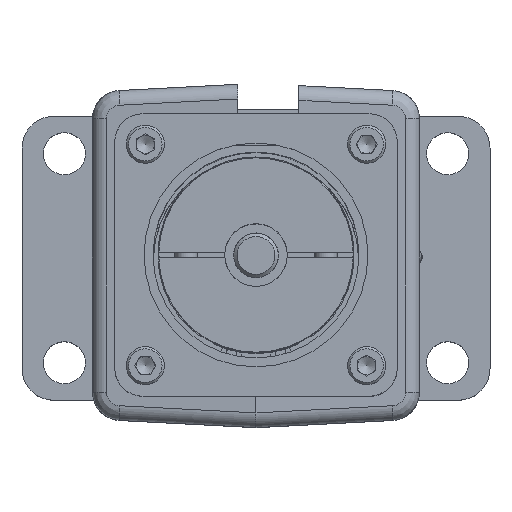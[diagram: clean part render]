
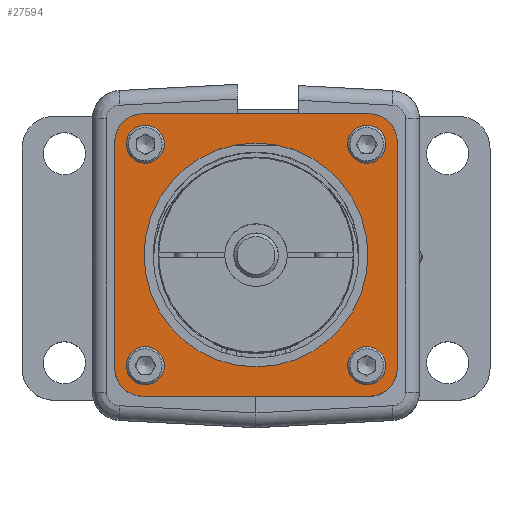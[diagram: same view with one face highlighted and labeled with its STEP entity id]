
A CAD part, top view. The second image highlights one B-rep face of the part: STEP entity #27594.
In plain terms, the highlighted planar face has unit normal (0, 0, 1).
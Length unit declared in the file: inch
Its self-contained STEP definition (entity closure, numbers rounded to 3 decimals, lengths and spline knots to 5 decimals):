
#111 = AXIS2_PLACEMENT_3D ( 'NONE', #33668, #571, #9231 ) ;
#133 = DIRECTION ( 'NONE',  ( 0., 0., 1. ) ) ;
#415 = CARTESIAN_POINT ( 'NONE',  ( -0.9936, -0.9936, 4.6701 ) ) ;
#458 = FACE_OUTER_BOUND ( 'NONE', #7730, .T. ) ;
#571 = DIRECTION ( 'NONE',  ( 0., 0., 1. ) ) ;
#691 = AXIS2_PLACEMENT_3D ( 'NONE', #18829, #5372, #24308 ) ;
#1101 = DIRECTION ( 'NONE',  ( -1., 0., 0. ) ) ;
#1325 = EDGE_CURVE ( 'NONE', #3314, #21840, #17490, .T. ) ;
#1756 = DIRECTION ( 'NONE',  ( 0., -1., 0. ) ) ;
#2270 = VERTEX_POINT ( 'NONE', #29614 ) ;
#2347 = DIRECTION ( 'NONE',  ( 0., -1., 0. ) ) ;
#2418 = ORIENTED_EDGE ( 'NONE', *, *, #34150, .T. ) ;
#2660 = AXIS2_PLACEMENT_3D ( 'NONE', #24367, #133, #21717 ) ;
#2743 = ORIENTED_EDGE ( 'NONE', *, *, #8412, .F. ) ;
#3312 = ORIENTED_EDGE ( 'NONE', *, *, #19513, .T. ) ;
#3314 = VERTEX_POINT ( 'NONE', #28865 ) ;
#4166 = ORIENTED_EDGE ( 'NONE', *, *, #24764, .T. ) ;
#4312 = EDGE_CURVE ( 'NONE', #2270, #25560, #21848, .T. ) ;
#4539 = CIRCLE ( 'NONE', #33377, 0.25 ) ;
#4598 = CARTESIAN_POINT ( 'NONE',  ( 0.9936, 1.2436, 4.6701 ) ) ;
#5212 = ORIENTED_EDGE ( 'NONE', *, *, #5474, .F. ) ;
#5372 = DIRECTION ( 'NONE',  ( 0., 0., 1. ) ) ;
#5474 = EDGE_CURVE ( 'NONE', #24637, #24637, #13103, .T. ) ;
#5539 = CIRCLE ( 'NONE', #25310, 0.25 ) ;
#5601 = DIRECTION ( 'NONE',  ( 0., 1., 0. ) ) ;
#5720 = CARTESIAN_POINT ( 'NONE',  ( 0., -0.98525, 4.6701 ) ) ;
#5809 = ORIENTED_EDGE ( 'NONE', *, *, #28174, .T. ) ;
#6700 = DIRECTION ( 'NONE',  ( 1., 0., 0. ) ) ;
#6875 = DIRECTION ( 'NONE',  ( 0., 0., 1. ) ) ;
#7644 = EDGE_CURVE ( 'NONE', #22960, #16745, #18411, .T. ) ;
#7730 = EDGE_LOOP ( 'NONE', ( #2418, #17526, #4166, #3312, #11783, #19386, #5809, #15691 ) ) ;
#7896 = FACE_BOUND ( 'NONE', #28648, .T. ) ;
#8080 = CARTESIAN_POINT ( 'NONE',  ( -1.875, -1.97326, 4.6701 ) ) ;
#8412 = EDGE_CURVE ( 'NONE', #33496, #33496, #34026, .T. ) ;
#8439 = CARTESIAN_POINT ( 'NONE',  ( 1.2436, -0.9936, 4.6701 ) ) ;
#8824 = ORIENTED_EDGE ( 'NONE', *, *, #20193, .F. ) ;
#8867 = DIRECTION ( 'NONE',  ( 0., 1., 0. ) ) ;
#9062 = CARTESIAN_POINT ( 'NONE',  ( 1.2436, 0.9936, 4.6701 ) ) ;
#9231 = DIRECTION ( 'NONE',  ( 1., 0., 0. ) ) ;
#9619 = EDGE_LOOP ( 'NONE', ( #12372 ) ) ;
#10240 = CARTESIAN_POINT ( 'NONE',  ( -0.9936, -1.2436, 4.6701 ) ) ;
#10565 = EDGE_CURVE ( 'NONE', #16233, #16233, #31226, .T. ) ;
#10676 = CARTESIAN_POINT ( 'NONE',  ( 0.9936, 0.9936, 4.6701 ) ) ;
#10917 = FACE_BOUND ( 'NONE', #9619, .T. ) ;
#10938 = VECTOR ( 'NONE', #21080, 39.37008 ) ;
#11196 = DIRECTION ( 'NONE',  ( 0., 0., 1. ) ) ;
#11258 = DIRECTION ( 'NONE',  ( 0., 0., -1. ) ) ;
#11650 = EDGE_LOOP ( 'NONE', ( #22644 ) ) ;
#11697 = DIRECTION ( 'NONE',  ( 0., 0., 1. ) ) ;
#11783 = ORIENTED_EDGE ( 'NONE', *, *, #4312, .T. ) ;
#12372 = ORIENTED_EDGE ( 'NONE', *, *, #10565, .F. ) ;
#13030 = DIRECTION ( 'NONE',  ( -1., 0., 0. ) ) ;
#13103 = CIRCLE ( 'NONE', #14192, 0.98525 ) ;
#13191 = VERTEX_POINT ( 'NONE', #18683 ) ;
#13235 = CARTESIAN_POINT ( 'NONE',  ( 0.97436, -1.07281, 4.6701 ) ) ;
#13544 = AXIS2_PLACEMENT_3D ( 'NONE', #10676, #11196, #2347 ) ;
#13592 = VERTEX_POINT ( 'NONE', #30545 ) ;
#14192 = AXIS2_PLACEMENT_3D ( 'NONE', #31138, #6875, #17670 ) ;
#14541 = DIRECTION ( 'NONE',  ( 0., 0., 1. ) ) ;
#14680 = CARTESIAN_POINT ( 'NONE',  ( -0.97436, 0.97436, 4.6701 ) ) ;
#15691 = ORIENTED_EDGE ( 'NONE', *, *, #1325, .T. ) ;
#16233 = VERTEX_POINT ( 'NONE', #13235 ) ;
#16745 = VERTEX_POINT ( 'NONE', #9062 ) ;
#16855 = DIRECTION ( 'NONE',  ( 0., -1., 0. ) ) ;
#17147 = CARTESIAN_POINT ( 'NONE',  ( 0.9936, -0.9936, 4.6701 ) ) ;
#17490 = LINE ( 'NONE', #10240, #25454 ) ;
#17526 = ORIENTED_EDGE ( 'NONE', *, *, #7644, .T. ) ;
#17670 = DIRECTION ( 'NONE',  ( 0., -1., 0. ) ) ;
#18038 = CARTESIAN_POINT ( 'NONE',  ( -1.2436, 0.9936, 4.6701 ) ) ;
#18071 = CARTESIAN_POINT ( 'NONE',  ( 1.2436, -0.9936, 4.6701 ) ) ;
#18411 = LINE ( 'NONE', #18071, #10938 ) ;
#18683 = CARTESIAN_POINT ( 'NONE',  ( -0.97436, 1.07281, 4.6701 ) ) ;
#18829 = CARTESIAN_POINT ( 'NONE',  ( 0.97436, -0.97436, 4.6701 ) ) ;
#19165 = EDGE_CURVE ( 'NONE', #25560, #13592, #24040, .T. ) ;
#19386 = ORIENTED_EDGE ( 'NONE', *, *, #19165, .T. ) ;
#19513 = EDGE_CURVE ( 'NONE', #30176, #2270, #29320, .T. ) ;
#19668 = VECTOR ( 'NONE', #13030, 39.37008 ) ;
#20193 = EDGE_CURVE ( 'NONE', #23297, #23297, #23628, .T. ) ;
#21080 = DIRECTION ( 'NONE',  ( 0., 1., 0. ) ) ;
#21128 = EDGE_LOOP ( 'NONE', ( #5212 ) ) ;
#21717 = DIRECTION ( 'NONE',  ( 0., -1., 0. ) ) ;
#21840 = VERTEX_POINT ( 'NONE', #25147 ) ;
#21848 = CIRCLE ( 'NONE', #2660, 0.25 ) ;
#21862 = EDGE_CURVE ( 'NONE', #13191, #13191, #31616, .T. ) ;
#22510 = DIRECTION ( 'NONE',  ( 0., 0., 1. ) ) ;
#22644 = ORIENTED_EDGE ( 'NONE', *, *, #21862, .F. ) ;
#22835 = EDGE_LOOP ( 'NONE', ( #2743 ) ) ;
#22960 = VERTEX_POINT ( 'NONE', #8439 ) ;
#23087 = VECTOR ( 'NONE', #1756, 39.37008 ) ;
#23118 = CARTESIAN_POINT ( 'NONE',  ( 0.9936, 1.2436, 4.6701 ) ) ;
#23297 = VERTEX_POINT ( 'NONE', #25770 ) ;
#23628 = CIRCLE ( 'NONE', #32695, 0.09845 ) ;
#24040 = LINE ( 'NONE', #18038, #23087 ) ;
#24275 = AXIS2_PLACEMENT_3D ( 'NONE', #8080, #11258, #5601 ) ;
#24308 = DIRECTION ( 'NONE',  ( 0., -1., 0. ) ) ;
#24367 = CARTESIAN_POINT ( 'NONE',  ( -0.9936, 0.9936, 4.6701 ) ) ;
#24530 = FACE_BOUND ( 'NONE', #21128, .T. ) ;
#24637 = VERTEX_POINT ( 'NONE', #5720 ) ;
#24764 = EDGE_CURVE ( 'NONE', #16745, #30176, #28825, .T. ) ;
#25147 = CARTESIAN_POINT ( 'NONE',  ( 0.9936, -1.2436, 4.6701 ) ) ;
#25310 = AXIS2_PLACEMENT_3D ( 'NONE', #17147, #25810, #27944 ) ;
#25454 = VECTOR ( 'NONE', #6700, 39.37008 ) ;
#25560 = VERTEX_POINT ( 'NONE', #31578 ) ;
#25770 = CARTESIAN_POINT ( 'NONE',  ( -1.07281, -0.97436, 4.6701 ) ) ;
#25810 = DIRECTION ( 'NONE',  ( 0., 0., 1. ) ) ;
#27594 = ADVANCED_FACE ( 'NONE', ( #7896, #29324, #30025, #10917, #24530, #458 ), #32342, .F. ) ;
#27944 = DIRECTION ( 'NONE',  ( 0., 1., 0. ) ) ;
#28174 = EDGE_CURVE ( 'NONE', #13592, #3314, #4539, .T. ) ;
#28648 = EDGE_LOOP ( 'NONE', ( #8824 ) ) ;
#28825 = CIRCLE ( 'NONE', #13544, 0.25 ) ;
#28865 = CARTESIAN_POINT ( 'NONE',  ( -0.9936, -1.2436, 4.6701 ) ) ;
#29320 = LINE ( 'NONE', #23118, #19668 ) ;
#29324 = FACE_BOUND ( 'NONE', #11650, .T. ) ;
#29614 = CARTESIAN_POINT ( 'NONE',  ( -0.9936, 1.2436, 4.6701 ) ) ;
#30025 = FACE_BOUND ( 'NONE', #22835, .T. ) ;
#30167 = CARTESIAN_POINT ( 'NONE',  ( -0.97436, -0.97436, 4.6701 ) ) ;
#30176 = VERTEX_POINT ( 'NONE', #4598 ) ;
#30545 = CARTESIAN_POINT ( 'NONE',  ( -1.2436, -0.9936, 4.6701 ) ) ;
#31138 = CARTESIAN_POINT ( 'NONE',  ( 0., 0., 4.6701 ) ) ;
#31226 = CIRCLE ( 'NONE', #691, 0.09845 ) ;
#31578 = CARTESIAN_POINT ( 'NONE',  ( -1.2436, 0.9936, 4.6701 ) ) ;
#31616 = CIRCLE ( 'NONE', #34997, 0.09845 ) ;
#32342 = PLANE ( 'NONE',  #24275 ) ;
#32695 = AXIS2_PLACEMENT_3D ( 'NONE', #30167, #22510, #1101 ) ;
#32981 = CARTESIAN_POINT ( 'NONE',  ( 1.07281, 0.97436, 4.6701 ) ) ;
#33377 = AXIS2_PLACEMENT_3D ( 'NONE', #415, #14541, #16855 ) ;
#33496 = VERTEX_POINT ( 'NONE', #32981 ) ;
#33668 = CARTESIAN_POINT ( 'NONE',  ( 0.97436, 0.97436, 4.6701 ) ) ;
#34026 = CIRCLE ( 'NONE', #111, 0.09845 ) ;
#34150 = EDGE_CURVE ( 'NONE', #21840, #22960, #5539, .T. ) ;
#34997 = AXIS2_PLACEMENT_3D ( 'NONE', #14680, #11697, #8867 ) ;
